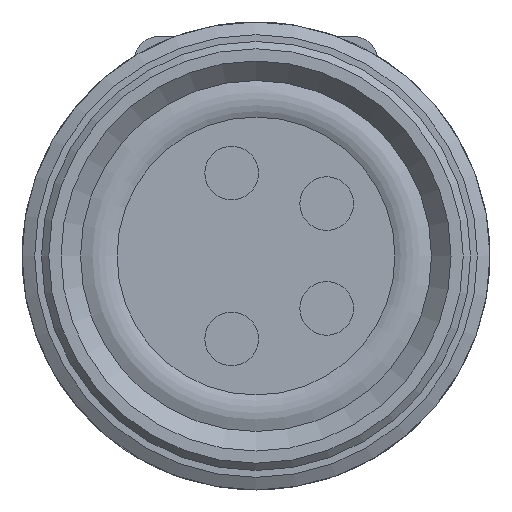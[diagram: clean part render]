
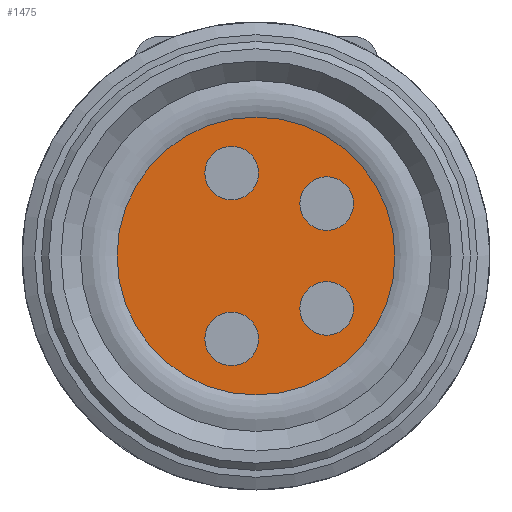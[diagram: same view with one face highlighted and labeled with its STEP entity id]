
A CAD part, front view. The second image highlights one B-rep face of the part: STEP entity #1475.
In plain terms, the highlighted planar face has unit normal (0, -1, 0).
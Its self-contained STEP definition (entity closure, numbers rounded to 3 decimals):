
#984=PLANE('',#5564);
#1475=ADVANCED_FACE('',(#1829,#1830,#1831,#1832,#1833),#984,.F.);
#1829=FACE_BOUND('',#2161,.T.);
#1830=FACE_BOUND('',#2162,.T.);
#1831=FACE_BOUND('',#2163,.T.);
#1832=FACE_BOUND('',#2164,.T.);
#1833=FACE_BOUND('',#2165,.T.);
#2161=EDGE_LOOP('',(#3217));
#2162=EDGE_LOOP('',(#3218));
#2163=EDGE_LOOP('',(#3219));
#2164=EDGE_LOOP('',(#3220));
#2165=EDGE_LOOP('',(#3221));
#3217=ORIENTED_EDGE('',*,*,#4665,.F.);
#3218=ORIENTED_EDGE('',*,*,#4664,.F.);
#3219=ORIENTED_EDGE('',*,*,#4663,.F.);
#3220=ORIENTED_EDGE('',*,*,#4662,.F.);
#3221=ORIENTED_EDGE('',*,*,#4666,.F.);
#4034=VERTEX_POINT('',#9280);
#4035=VERTEX_POINT('',#9283);
#4036=VERTEX_POINT('',#9286);
#4037=VERTEX_POINT('',#9289);
#4038=VERTEX_POINT('',#9292);
#4662=EDGE_CURVE('',#4034,#4034,#5090,.T.);
#4663=EDGE_CURVE('',#4035,#4035,#5091,.T.);
#4664=EDGE_CURVE('',#4036,#4036,#5092,.T.);
#4665=EDGE_CURVE('',#4037,#4037,#5093,.T.);
#4666=EDGE_CURVE('',#4038,#4038,#5094,.T.);
#5090=CIRCLE('',#5555,0.55);
#5091=CIRCLE('',#5557,0.55);
#5092=CIRCLE('',#5559,0.55);
#5093=CIRCLE('',#5561,0.55);
#5094=CIRCLE('',#5563,2.85);
#5555=AXIS2_PLACEMENT_3D('',#9279,#6726,#6727);
#5557=AXIS2_PLACEMENT_3D('',#9282,#6730,#6731);
#5559=AXIS2_PLACEMENT_3D('',#9285,#6734,#6735);
#5561=AXIS2_PLACEMENT_3D('',#9288,#6738,#6739);
#5563=AXIS2_PLACEMENT_3D('',#9291,#6742,#6743);
#5564=AXIS2_PLACEMENT_3D('',#9293,#6744,#6745);
#6726=DIRECTION('',(0.,-1.,0.));
#6727=DIRECTION('',(0.,0.,-1.));
#6730=DIRECTION('',(0.,-1.,0.));
#6731=DIRECTION('',(0.,0.,-1.));
#6734=DIRECTION('',(0.,-1.,0.));
#6735=DIRECTION('',(0.,0.,-1.));
#6738=DIRECTION('',(0.,-1.,0.));
#6739=DIRECTION('',(0.,0.,-1.));
#6742=DIRECTION('',(0.,1.,0.));
#6743=DIRECTION('',(1.,0.,0.));
#6744=DIRECTION('',(0.,1.,0.));
#6745=DIRECTION('',(-1.,0.,0.));
#9279=CARTESIAN_POINT('',(51.45,-7.55,49.275));
#9280=CARTESIAN_POINT('',(51.45,-7.55,48.725));
#9282=CARTESIAN_POINT('',(51.45,-7.55,51.425));
#9283=CARTESIAN_POINT('',(51.45,-7.55,50.875));
#9285=CARTESIAN_POINT('',(49.5,-7.55,52.05));
#9286=CARTESIAN_POINT('',(49.5,-7.55,51.5));
#9288=CARTESIAN_POINT('',(49.5,-7.55,48.65));
#9289=CARTESIAN_POINT('',(49.5,-7.55,48.1));
#9291=CARTESIAN_POINT('',(50.,-7.55,50.35));
#9292=CARTESIAN_POINT('',(52.85,-7.55,50.35));
#9293=CARTESIAN_POINT('',(50.,-7.55,50.35));
